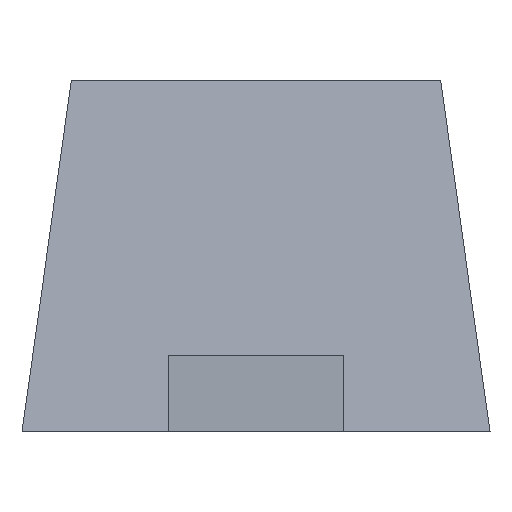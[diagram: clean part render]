
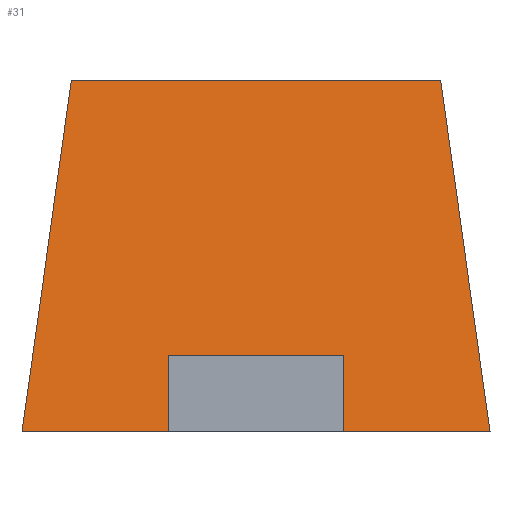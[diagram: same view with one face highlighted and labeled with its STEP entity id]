
A CAD part, front view. The second image highlights one B-rep face of the part: STEP entity #31.
In plain terms, the highlighted planar face has unit normal (0, -0.99, 0.139).
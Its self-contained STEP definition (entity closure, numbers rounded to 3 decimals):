
#18 = EDGE_CURVE ( 'NONE', #367, #365, #250, .T. ) ;
#24 = EDGE_CURVE ( 'NONE', #348, #349, #237, .T. ) ;
#31 = ADVANCED_FACE ( 'NONE', ( #86 ), #175, .T. ) ;
#86 = FACE_OUTER_BOUND ( 'NONE', #368, .T. ) ;
#88 = VECTOR ( 'NONE', #248, 1000. ) ;
#93 = VECTOR ( 'NONE', #235, 1000. ) ;
#104 = AXIS2_PLACEMENT_3D ( 'NONE', #468, #472, #537 ) ;
#131 = VECTOR ( 'NONE', #478, 1000. ) ;
#140 = VECTOR ( 'NONE', #422, 1000. ) ;
#160 = ORIENTED_EDGE ( 'NONE', *, *, #24, .F. ) ;
#166 = ORIENTED_EDGE ( 'NONE', *, *, #387, .T. ) ;
#167 = ORIENTED_EDGE ( 'NONE', *, *, #377, .F. ) ;
#175 = PLANE ( 'NONE',  #104 ) ;
#217 = ORIENTED_EDGE ( 'NONE', *, *, #18, .T. ) ;
#235 = DIRECTION ( 'NONE',  ( 0.138, -0.138, -0.981 ) ) ;
#236 = CARTESIAN_POINT ( 'NONE',  ( 0.377, -0.577, 0.162 ) ) ;
#237 = LINE ( 'NONE', #236, #93 ) ;
#248 = DIRECTION ( 'NONE',  ( -0.138, -0.138, -0.981 ) ) ;
#249 = CARTESIAN_POINT ( 'NONE',  ( -0.4, -0.6, 0. ) ) ;
#250 = LINE ( 'NONE', #249, #88 ) ;
#348 = VERTEX_POINT ( 'NONE', #519 ) ;
#349 = VERTEX_POINT ( 'NONE', #562 ) ;
#365 = VERTEX_POINT ( 'NONE', #540 ) ;
#367 = VERTEX_POINT ( 'NONE', #396 ) ;
#368 = EDGE_LOOP ( 'NONE', ( #166, #160, #167, #217 ) ) ;
#377 = EDGE_CURVE ( 'NONE', #367, #348, #462, .T. ) ;
#387 = EDGE_CURVE ( 'NONE', #365, #349, #424, .T. ) ;
#396 = CARTESIAN_POINT ( 'NONE',  ( -0.316, -0.516, 0.6 ) ) ;
#416 = CARTESIAN_POINT ( 'NONE',  ( -0.4, -0.6, 0. ) ) ;
#422 = DIRECTION ( 'NONE',  ( 1., 0., 0. ) ) ;
#424 = LINE ( 'NONE', #416, #140 ) ;
#462 = LINE ( 'NONE', #529, #131 ) ;
#468 = CARTESIAN_POINT ( 'NONE',  ( -0.4, -0.6, 0. ) ) ;
#472 = DIRECTION ( 'NONE',  ( 0., -0.99, 0.139 ) ) ;
#478 = DIRECTION ( 'NONE',  ( 1., 0., 0. ) ) ;
#519 = CARTESIAN_POINT ( 'NONE',  ( 0.316, -0.516, 0.6 ) ) ;
#529 = CARTESIAN_POINT ( 'NONE',  ( -0.4, -0.516, 0.6 ) ) ;
#537 = DIRECTION ( 'NONE',  ( 0., -0.139, -0.99 ) ) ;
#540 = CARTESIAN_POINT ( 'NONE',  ( -0.4, -0.6, 0. ) ) ;
#562 = CARTESIAN_POINT ( 'NONE',  ( 0.4, -0.6, 0. ) ) ;
